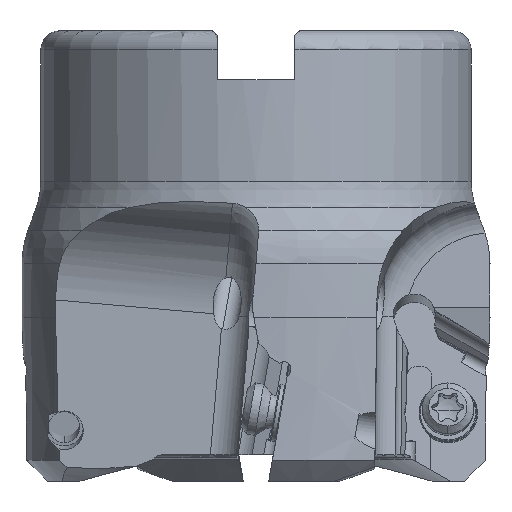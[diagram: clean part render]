
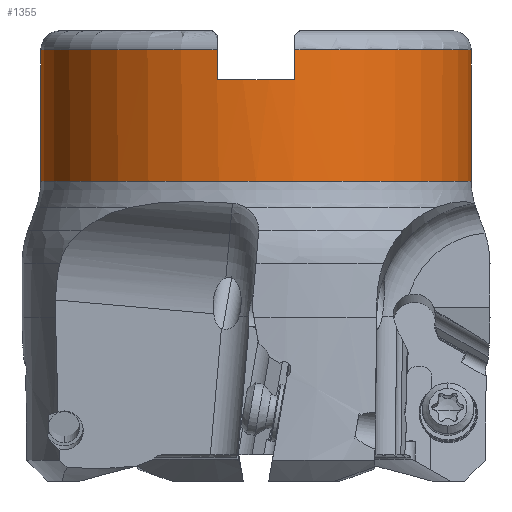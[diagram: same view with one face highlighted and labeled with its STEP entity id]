
A CAD part, front view. The second image highlights one B-rep face of the part: STEP entity #1355.
In plain terms, the highlighted cylindrical face has radius 22.5 mm (diameter 45 mm), a partial arc.
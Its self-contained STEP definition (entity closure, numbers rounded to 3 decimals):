
#586=LINE('',#15596,#980);
#587=LINE('',#15602,#981);
#588=LINE('',#15606,#982);
#589=LINE('',#15610,#983);
#980=VECTOR('',#10369,1.);
#981=VECTOR('',#10374,1.);
#982=VECTOR('',#10377,1.);
#983=VECTOR('',#10380,1.);
#1355=ADVANCED_FACE('',(#1922),#1626,.T.);
#1626=CYLINDRICAL_SURFACE('',#8721,22.5);
#1922=FACE_OUTER_BOUND('',#2324,.T.);
#2324=EDGE_LOOP('',(#4428,#4429,#4430,#4431,#4432,#4433,#4434,#4435,#4436,
#4437));
#2712=CIRCLE('',#8626,22.5);
#2713=CIRCLE('',#8627,22.5);
#2751=CIRCLE('',#8717,22.5);
#2752=CIRCLE('',#8718,22.5);
#2753=CIRCLE('',#8719,22.5);
#2754=CIRCLE('',#8720,22.5);
#4428=ORIENTED_EDGE('',*,*,#7081,.F.);
#4429=ORIENTED_EDGE('',*,*,#7080,.F.);
#4430=ORIENTED_EDGE('',*,*,#7193,.T.);
#4431=ORIENTED_EDGE('',*,*,#7194,.F.);
#4432=ORIENTED_EDGE('',*,*,#7195,.F.);
#4433=ORIENTED_EDGE('',*,*,#7196,.T.);
#4434=ORIENTED_EDGE('',*,*,#7197,.F.);
#4435=ORIENTED_EDGE('',*,*,#7198,.T.);
#4436=ORIENTED_EDGE('',*,*,#7199,.F.);
#4437=ORIENTED_EDGE('',*,*,#7200,.T.);
#5904=VERTEX_POINT('',#14110);
#5906=VERTEX_POINT('',#14114);
#6027=VERTEX_POINT('',#15057);
#6090=VERTEX_POINT('',#15597);
#6091=VERTEX_POINT('',#15599);
#6092=VERTEX_POINT('',#15601);
#6093=VERTEX_POINT('',#15603);
#6094=VERTEX_POINT('',#15605);
#6095=VERTEX_POINT('',#15607);
#6096=VERTEX_POINT('',#15609);
#7080=EDGE_CURVE('',#5906,#6027,#2712,.T.);
#7081=EDGE_CURVE('',#6027,#5904,#2713,.T.);
#7193=EDGE_CURVE('',#5906,#6090,#586,.T.);
#7194=EDGE_CURVE('',#6091,#6090,#2751,.T.);
#7195=EDGE_CURVE('',#6092,#6091,#2752,.T.);
#7196=EDGE_CURVE('',#6092,#6093,#587,.T.);
#7197=EDGE_CURVE('',#6094,#6093,#2753,.T.);
#7198=EDGE_CURVE('',#6094,#6095,#588,.T.);
#7199=EDGE_CURVE('',#6096,#6095,#2754,.T.);
#7200=EDGE_CURVE('',#6096,#5904,#589,.T.);
#8626=AXIS2_PLACEMENT_3D('',#15056,#10142,#10143);
#8627=AXIS2_PLACEMENT_3D('',#15058,#10144,#10145);
#8717=AXIS2_PLACEMENT_3D('',#15598,#10370,#10371);
#8718=AXIS2_PLACEMENT_3D('',#15600,#10372,#10373);
#8719=AXIS2_PLACEMENT_3D('',#15604,#10375,#10376);
#8720=AXIS2_PLACEMENT_3D('',#15608,#10378,#10379);
#8721=AXIS2_PLACEMENT_3D('',#15611,#10381,#10382);
#10142=DIRECTION('',(0.,0.,-1.));
#10143=DIRECTION('',(1.,0.,0.));
#10144=DIRECTION('',(0.,0.,-1.));
#10145=DIRECTION('',(-1.,-0.001,0.));
#10369=DIRECTION('',(0.,0.,1.));
#10370=DIRECTION('',(0.,0.,1.));
#10371=DIRECTION('',(1.,-0.001,0.));
#10372=DIRECTION('',(0.,0.,1.));
#10373=DIRECTION('',(0.181,-0.984,0.));
#10374=DIRECTION('',(0.,0.,-1.));
#10375=DIRECTION('',(0.,0.,1.));
#10376=DIRECTION('',(-0.181,-0.984,0.));
#10377=DIRECTION('',(0.,0.,1.));
#10378=DIRECTION('',(0.,0.,1.));
#10379=DIRECTION('',(-1.,0.,0.));
#10380=DIRECTION('',(0.,0.,-1.));
#10381=DIRECTION('',(0.,0.,-1.));
#10382=DIRECTION('',(1.,0.,0.));
#14110=CARTESIAN_POINT('',(-22.5,0.,-15.739));
#14114=CARTESIAN_POINT('',(22.5,0.,-15.739));
#15056=CARTESIAN_POINT('',(0.,0.,-15.739));
#15057=CARTESIAN_POINT('',(-22.5,-0.015,-15.739));
#15058=CARTESIAN_POINT('',(0.,0.,-15.739));
#15596=CARTESIAN_POINT('',(22.5,0.,-15.739));
#15597=CARTESIAN_POINT('',(22.5,0.,-2.));
#15598=CARTESIAN_POINT('',(0.,0.,-2.));
#15599=CARTESIAN_POINT('',(22.5,-0.022,-2.));
#15600=CARTESIAN_POINT('',(0.,0.,-2.));
#15601=CARTESIAN_POINT('',(4.065,-22.13,-2.));
#15602=CARTESIAN_POINT('',(4.065,-22.13,-2.));
#15603=CARTESIAN_POINT('',(4.065,-22.13,-5.1));
#15604=CARTESIAN_POINT('',(0.,0.,-5.1));
#15605=CARTESIAN_POINT('',(-4.065,-22.13,-5.1));
#15606=CARTESIAN_POINT('',(-4.065,-22.13,-5.1));
#15607=CARTESIAN_POINT('',(-4.065,-22.13,-2.));
#15608=CARTESIAN_POINT('',(0.,0.,-2.));
#15609=CARTESIAN_POINT('',(-22.5,0.,-2.));
#15610=CARTESIAN_POINT('',(-22.5,0.,-2.));
#15611=CARTESIAN_POINT('',(0.,0.,-1.725));
